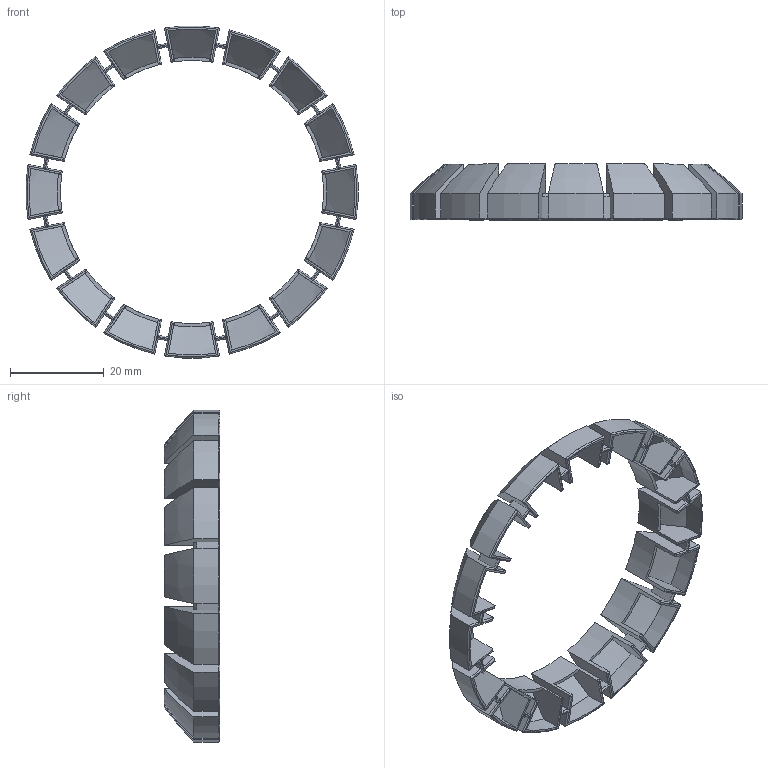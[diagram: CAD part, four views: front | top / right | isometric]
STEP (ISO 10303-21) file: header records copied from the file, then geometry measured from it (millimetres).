
FILE_DESCRIPTION(/* description */ ('Print 2, transparent.'),/* implementation_level */ '2;1');
FILE_NAME(/* name */ '16 Pix Light Ring.step',/* time_stamp */ '2025-07-21T13:42:30-07:00',/* author */ (''),/* organization */ (''),/* preprocessor_version */ 'ST-DEVELOPER v20.1',/* originating_system */ 'Autodesk Translation Framework v14.10.0.0',/* authorisation */ '');
FILE_SCHEMA (('AUTOMOTIVE_DESIGN { 1 0 10303 214 3 1 1 }'));
Length unit declared in the file: millimetre
Products named in the file (1): 16 Pix Light Ring
Bounding box: 70.69 x 11.84 x 70.69 mm (x, y, z)
Volume: 4482.7 mm3; surface area: 10051.1 mm2
Topology: 1 solids, 1 shells, 369 faces, 976 edges, 608 vertices
Faces by surface type: cylinder 160, plane 81, torus 80, sphere 48
Entity records: 13043 total; most frequent: CARTESIAN_POINT 3874, DIRECTION 1956, ORIENTED_EDGE 1952, EDGE_CURVE 976, AXIS2_PLACEMENT_3D 770, VERTEX_POINT 608, LINE 416, VECTOR 416
